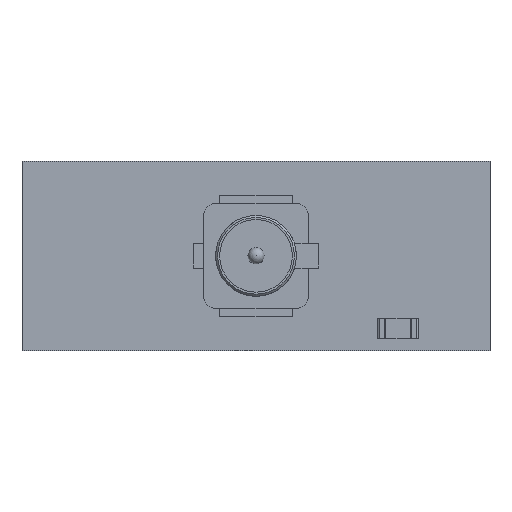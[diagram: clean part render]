
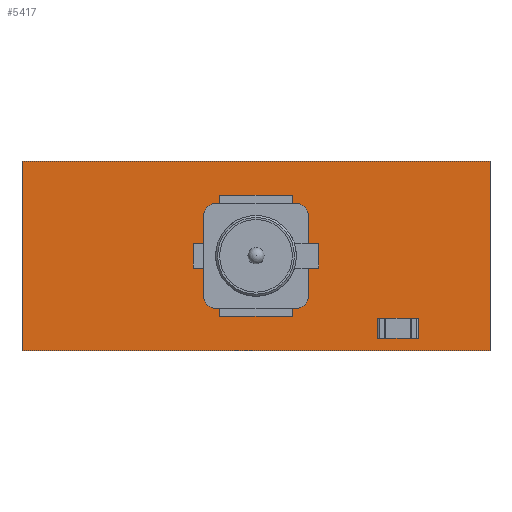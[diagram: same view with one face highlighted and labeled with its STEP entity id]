
A CAD part, top view. The second image highlights one B-rep face of the part: STEP entity #5417.
In plain terms, the highlighted planar face has unit normal (0, 0, 1).
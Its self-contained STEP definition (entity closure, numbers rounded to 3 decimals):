
#5103 = VERTEX_POINT('',#5104);
#5104 = CARTESIAN_POINT('',(5.8,-2.35,1.6));
#5111 = PLANE('',#5112);
#5112 = AXIS2_PLACEMENT_3D('',#5113,#5114,#5115);
#5113 = CARTESIAN_POINT('',(5.8,-2.35,0.));
#5114 = DIRECTION('',(0.,-1.,0.));
#5115 = DIRECTION('',(-1.,0.,0.));
#5123 = PLANE('',#5124);
#5124 = AXIS2_PLACEMENT_3D('',#5125,#5126,#5127);
#5125 = CARTESIAN_POINT('',(5.8,2.35,0.));
#5126 = DIRECTION('',(1.,0.,-0.));
#5127 = DIRECTION('',(0.,-1.,0.));
#5135 = EDGE_CURVE('',#5103,#5136,#5138,.T.);
#5136 = VERTEX_POINT('',#5137);
#5137 = CARTESIAN_POINT('',(-5.8,-2.35,1.6));
#5138 = SURFACE_CURVE('',#5139,(#5143,#5150),.PCURVE_S1.);
#5139 = LINE('',#5140,#5141);
#5140 = CARTESIAN_POINT('',(5.8,-2.35,1.6));
#5141 = VECTOR('',#5142,1.);
#5142 = DIRECTION('',(-1.,0.,0.));
#5143 = PCURVE('',#5111,#5144);
#5144 = DEFINITIONAL_REPRESENTATION('',(#5145),#5149);
#5145 = LINE('',#5146,#5147);
#5146 = CARTESIAN_POINT('',(0.,-1.6));
#5147 = VECTOR('',#5148,1.);
#5148 = DIRECTION('',(1.,0.));
#5149 = ( GEOMETRIC_REPRESENTATION_CONTEXT(2) 
PARAMETRIC_REPRESENTATION_CONTEXT() REPRESENTATION_CONTEXT('2D SPACE',''
  ) );
#5150 = PCURVE('',#5151,#5156);
#5151 = PLANE('',#5152);
#5152 = AXIS2_PLACEMENT_3D('',#5153,#5154,#5155);
#5153 = CARTESIAN_POINT('',(0.,0.,1.6));
#5154 = DIRECTION('',(-0.,-0.,-1.));
#5155 = DIRECTION('',(-1.,0.,0.));
#5156 = DEFINITIONAL_REPRESENTATION('',(#5157),#5161);
#5157 = LINE('',#5158,#5159);
#5158 = CARTESIAN_POINT('',(-5.8,-2.35));
#5159 = VECTOR('',#5160,1.);
#5160 = DIRECTION('',(1.,0.));
#5161 = ( GEOMETRIC_REPRESENTATION_CONTEXT(2) 
PARAMETRIC_REPRESENTATION_CONTEXT() REPRESENTATION_CONTEXT('2D SPACE',''
  ) );
#5179 = PLANE('',#5180);
#5180 = AXIS2_PLACEMENT_3D('',#5181,#5182,#5183);
#5181 = CARTESIAN_POINT('',(-5.8,-2.35,0.));
#5182 = DIRECTION('',(-1.,0.,0.));
#5183 = DIRECTION('',(0.,1.,0.));
#5221 = EDGE_CURVE('',#5136,#5222,#5224,.T.);
#5222 = VERTEX_POINT('',#5223);
#5223 = CARTESIAN_POINT('',(-5.8,2.35,1.6));
#5224 = SURFACE_CURVE('',#5225,(#5229,#5236),.PCURVE_S1.);
#5225 = LINE('',#5226,#5227);
#5226 = CARTESIAN_POINT('',(-5.8,-2.35,1.6));
#5227 = VECTOR('',#5228,1.);
#5228 = DIRECTION('',(0.,1.,0.));
#5229 = PCURVE('',#5179,#5230);
#5230 = DEFINITIONAL_REPRESENTATION('',(#5231),#5235);
#5231 = LINE('',#5232,#5233);
#5232 = CARTESIAN_POINT('',(0.,-1.6));
#5233 = VECTOR('',#5234,1.);
#5234 = DIRECTION('',(1.,0.));
#5235 = ( GEOMETRIC_REPRESENTATION_CONTEXT(2) 
PARAMETRIC_REPRESENTATION_CONTEXT() REPRESENTATION_CONTEXT('2D SPACE',''
  ) );
#5236 = PCURVE('',#5151,#5237);
#5237 = DEFINITIONAL_REPRESENTATION('',(#5238),#5242);
#5238 = LINE('',#5239,#5240);
#5239 = CARTESIAN_POINT('',(5.8,-2.35));
#5240 = VECTOR('',#5241,1.);
#5241 = DIRECTION('',(0.,1.));
#5242 = ( GEOMETRIC_REPRESENTATION_CONTEXT(2) 
PARAMETRIC_REPRESENTATION_CONTEXT() REPRESENTATION_CONTEXT('2D SPACE',''
  ) );
#5260 = PLANE('',#5261);
#5261 = AXIS2_PLACEMENT_3D('',#5262,#5263,#5264);
#5262 = CARTESIAN_POINT('',(-5.8,2.35,0.));
#5263 = DIRECTION('',(0.,1.,0.));
#5264 = DIRECTION('',(1.,0.,0.));
#5297 = EDGE_CURVE('',#5222,#5298,#5300,.T.);
#5298 = VERTEX_POINT('',#5299);
#5299 = CARTESIAN_POINT('',(5.8,2.35,1.6));
#5300 = SURFACE_CURVE('',#5301,(#5305,#5312),.PCURVE_S1.);
#5301 = LINE('',#5302,#5303);
#5302 = CARTESIAN_POINT('',(-5.8,2.35,1.6));
#5303 = VECTOR('',#5304,1.);
#5304 = DIRECTION('',(1.,0.,0.));
#5305 = PCURVE('',#5260,#5306);
#5306 = DEFINITIONAL_REPRESENTATION('',(#5307),#5311);
#5307 = LINE('',#5308,#5309);
#5308 = CARTESIAN_POINT('',(0.,-1.6));
#5309 = VECTOR('',#5310,1.);
#5310 = DIRECTION('',(1.,0.));
#5311 = ( GEOMETRIC_REPRESENTATION_CONTEXT(2) 
PARAMETRIC_REPRESENTATION_CONTEXT() REPRESENTATION_CONTEXT('2D SPACE',''
  ) );
#5312 = PCURVE('',#5151,#5313);
#5313 = DEFINITIONAL_REPRESENTATION('',(#5314),#5318);
#5314 = LINE('',#5315,#5316);
#5315 = CARTESIAN_POINT('',(5.8,2.35));
#5316 = VECTOR('',#5317,1.);
#5317 = DIRECTION('',(-1.,0.));
#5318 = ( GEOMETRIC_REPRESENTATION_CONTEXT(2) 
PARAMETRIC_REPRESENTATION_CONTEXT() REPRESENTATION_CONTEXT('2D SPACE',''
  ) );
#5368 = EDGE_CURVE('',#5298,#5103,#5369,.T.);
#5369 = SURFACE_CURVE('',#5370,(#5374,#5381),.PCURVE_S1.);
#5370 = LINE('',#5371,#5372);
#5371 = CARTESIAN_POINT('',(5.8,2.35,1.6));
#5372 = VECTOR('',#5373,1.);
#5373 = DIRECTION('',(0.,-1.,0.));
#5374 = PCURVE('',#5123,#5375);
#5375 = DEFINITIONAL_REPRESENTATION('',(#5376),#5380);
#5376 = LINE('',#5377,#5378);
#5377 = CARTESIAN_POINT('',(0.,-1.6));
#5378 = VECTOR('',#5379,1.);
#5379 = DIRECTION('',(1.,0.));
#5380 = ( GEOMETRIC_REPRESENTATION_CONTEXT(2) 
PARAMETRIC_REPRESENTATION_CONTEXT() REPRESENTATION_CONTEXT('2D SPACE',''
  ) );
#5381 = PCURVE('',#5151,#5382);
#5382 = DEFINITIONAL_REPRESENTATION('',(#5383),#5387);
#5383 = LINE('',#5384,#5385);
#5384 = CARTESIAN_POINT('',(-5.8,2.35));
#5385 = VECTOR('',#5386,1.);
#5386 = DIRECTION('',(0.,-1.));
#5387 = ( GEOMETRIC_REPRESENTATION_CONTEXT(2) 
PARAMETRIC_REPRESENTATION_CONTEXT() REPRESENTATION_CONTEXT('2D SPACE',''
  ) );
#5417 = ADVANCED_FACE('',(#5418),#5151,.F.);
#5418 = FACE_BOUND('',#5419,.F.);
#5419 = EDGE_LOOP('',(#5420,#5421,#5422,#5423));
#5420 = ORIENTED_EDGE('',*,*,#5135,.T.);
#5421 = ORIENTED_EDGE('',*,*,#5221,.T.);
#5422 = ORIENTED_EDGE('',*,*,#5297,.T.);
#5423 = ORIENTED_EDGE('',*,*,#5368,.T.);
